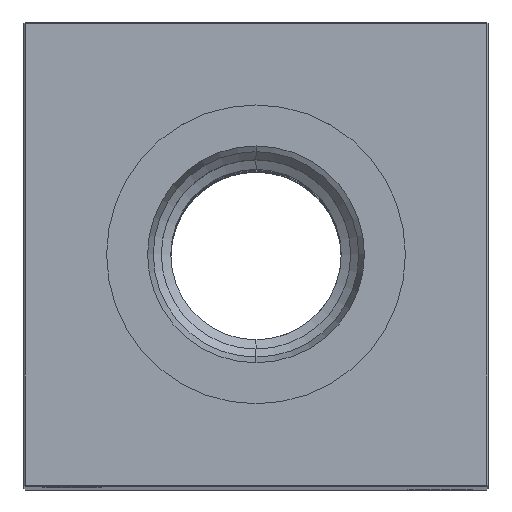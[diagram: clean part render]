
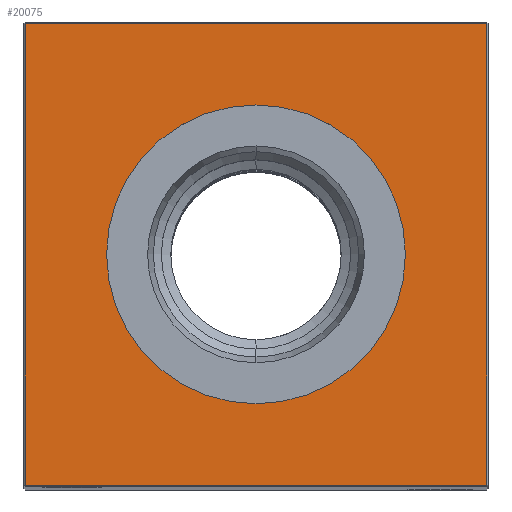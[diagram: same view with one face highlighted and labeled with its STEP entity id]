
A CAD part, top view. The second image highlights one B-rep face of the part: STEP entity #20075.
In plain terms, the highlighted planar face has unit normal (0, 0, 1).
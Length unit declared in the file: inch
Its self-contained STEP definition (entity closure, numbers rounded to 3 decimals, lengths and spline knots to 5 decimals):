
#942 = CARTESIAN_POINT ( 'NONE',  ( 0., 0.96457, 12.25 ) ) ;
#971 = DIRECTION ( 'NONE',  ( -1., 0., 0. ) ) ;
#1200 = DIRECTION ( 'NONE',  ( 0., 0., -1. ) ) ;
#1380 = CARTESIAN_POINT ( 'NONE',  ( 1.49, 0., 12.25 ) ) ;
#2548 = VERTEX_POINT ( 'NONE', #11637 ) ;
#4112 = DIRECTION ( 'NONE',  ( 0., 1., 0. ) ) ;
#4593 = DIRECTION ( 'NONE',  ( 0., 0., -1. ) ) ;
#5610 = ORIENTED_EDGE ( 'NONE', *, *, #16403, .T. ) ;
#5929 = CARTESIAN_POINT ( 'NONE',  ( 0., 1.49, 12.25 ) ) ;
#6612 = DIRECTION ( 'NONE',  ( -1., 0., 0. ) ) ;
#6987 = ORIENTED_EDGE ( 'NONE', *, *, #24772, .T. ) ;
#7316 = VERTEX_POINT ( 'NONE', #16726 ) ;
#7732 = DIRECTION ( 'NONE',  ( 0., 0., -1. ) ) ;
#7957 = ORIENTED_EDGE ( 'NONE', *, *, #19472, .T. ) ;
#9893 = EDGE_LOOP ( 'NONE', ( #14328, #10098, #5610, #6987 ) ) ;
#10098 = ORIENTED_EDGE ( 'NONE', *, *, #11083, .T. ) ;
#10166 = CARTESIAN_POINT ( 'NONE',  ( 0., 0., 12.25 ) ) ;
#10322 = CARTESIAN_POINT ( 'NONE',  ( -1.49, -1.49, 12.25 ) ) ;
#10346 = DIRECTION ( 'NONE',  ( 1., 0., 0. ) ) ;
#10425 = LINE ( 'NONE', #1380, #27069 ) ;
#11079 = AXIS2_PLACEMENT_3D ( 'NONE', #10166, #7732, #971 ) ;
#11083 = EDGE_CURVE ( 'NONE', #19121, #7316, #21080, .T. ) ;
#11436 = DIRECTION ( 'NONE',  ( 0., -1., 0. ) ) ;
#11637 = CARTESIAN_POINT ( 'NONE',  ( -1.49, 1.49, 12.25 ) ) ;
#12678 = VECTOR ( 'NONE', #23392, 39.37008 ) ;
#13164 = CIRCLE ( 'NONE', #16347, 0.96457 ) ;
#13443 = CARTESIAN_POINT ( 'NONE',  ( -1.49, 0., 12.25 ) ) ;
#13526 = VERTEX_POINT ( 'NONE', #25514 ) ;
#13575 = AXIS2_PLACEMENT_3D ( 'NONE', #27281, #1200, #18397 ) ;
#13957 = FACE_OUTER_BOUND ( 'NONE', #9893, .T. ) ;
#14328 = ORIENTED_EDGE ( 'NONE', *, *, #23198, .T. ) ;
#14778 = CARTESIAN_POINT ( 'NONE',  ( 0., -1.49, 12.25 ) ) ;
#15494 = VERTEX_POINT ( 'NONE', #16711 ) ;
#16347 = AXIS2_PLACEMENT_3D ( 'NONE', #20355, #4593, #6612 ) ;
#16403 = EDGE_CURVE ( 'NONE', #7316, #15494, #10425, .T. ) ;
#16711 = CARTESIAN_POINT ( 'NONE',  ( 1.49, 1.49, 12.25 ) ) ;
#16726 = CARTESIAN_POINT ( 'NONE',  ( 1.49, -1.49, 12.25 ) ) ;
#17209 = VECTOR ( 'NONE', #11436, 39.37008 ) ;
#18397 = DIRECTION ( 'NONE',  ( -1., 0., 0. ) ) ;
#19121 = VERTEX_POINT ( 'NONE', #10322 ) ;
#19472 = EDGE_CURVE ( 'NONE', #22775, #13526, #28008, .T. ) ;
#20075 = ADVANCED_FACE ( 'NONE', ( #13957, #20840 ), #20554, .F. ) ;
#20355 = CARTESIAN_POINT ( 'NONE',  ( 0., 0., 12.25 ) ) ;
#20448 = LINE ( 'NONE', #13443, #17209 ) ;
#20554 = PLANE ( 'NONE',  #13575 ) ;
#20840 = FACE_BOUND ( 'NONE', #26793, .T. ) ;
#21080 = LINE ( 'NONE', #14778, #22810 ) ;
#22775 = VERTEX_POINT ( 'NONE', #942 ) ;
#22810 = VECTOR ( 'NONE', #10346, 39.37008 ) ;
#23198 = EDGE_CURVE ( 'NONE', #2548, #19121, #20448, .T. ) ;
#23392 = DIRECTION ( 'NONE',  ( -1., 0., 0. ) ) ;
#24319 = ORIENTED_EDGE ( 'NONE', *, *, #26373, .T. ) ;
#24772 = EDGE_CURVE ( 'NONE', #15494, #2548, #25123, .T. ) ;
#25123 = LINE ( 'NONE', #5929, #12678 ) ;
#25514 = CARTESIAN_POINT ( 'NONE',  ( 0., -0.96457, 12.25 ) ) ;
#26373 = EDGE_CURVE ( 'NONE', #13526, #22775, #13164, .T. ) ;
#26793 = EDGE_LOOP ( 'NONE', ( #7957, #24319 ) ) ;
#27069 = VECTOR ( 'NONE', #4112, 39.37008 ) ;
#27281 = CARTESIAN_POINT ( 'NONE',  ( 0., 0., 12.25 ) ) ;
#28008 = CIRCLE ( 'NONE', #11079, 0.96457 ) ;
